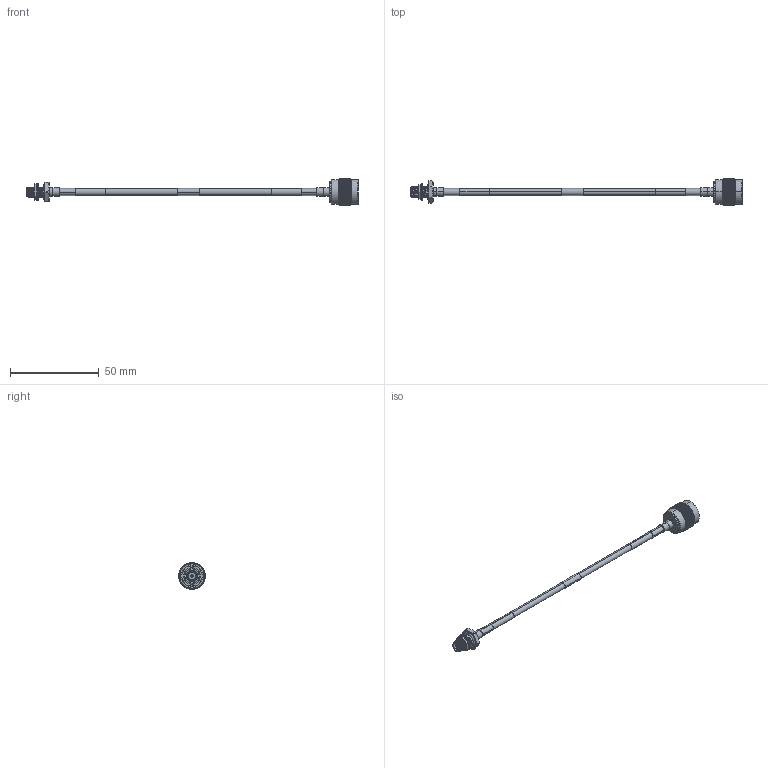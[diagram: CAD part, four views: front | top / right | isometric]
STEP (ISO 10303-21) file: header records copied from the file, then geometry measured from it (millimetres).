
FILE_DESCRIPTION (( 'STEP AP214' ), '1' );
FILE_NAME ('LCCA30500_3D.STEP', '2020-05-01T16:40:23', ( '' ), ( '' ), 'SwSTEP 2.0', 'SolidWorks 2018', '' );
FILE_SCHEMA (( 'AUTOMOTIVE_DESIGN' ));
Length unit declared in the file: inch
Products named in the file (6): LCCA30500_3D; 1AW01-003_.152 ID; LC141TBJ-PROD; LCCN3049; LCCN3059; LC141TBJ (141 Formable with HeatShrink)
Assembly tree (7 placements, depth 3):
  LCCA30500_3D
    LC141TBJ-PROD
      LC141TBJ (141 Formable with HeatShrink)
      1AW01-003_.152 ID  x3
    LCCN3049
    LCCN3059
Bounding box: 186.87 x 14.99 x 14.99 mm (x, y, z)
Volume: 3892 mm3; surface area: 7261.4 mm2
Topology: 12 solids, 12 shells, 2442 faces, 5385 edges, 2981 vertices
Faces by surface type: bspline 1766, cylinder 515, plane 98, cone 47, torus 16
Entity records: 112849 total; most frequent: CARTESIAN_POINT 76361, ORIENTED_EDGE 10722, EDGE_CURVE 5361, VERTEX_POINT 2965, DIRECTION 2600, EDGE_LOOP 2458, FACE_OUTER_BOUND 2430, ADVANCED_FACE 2430
